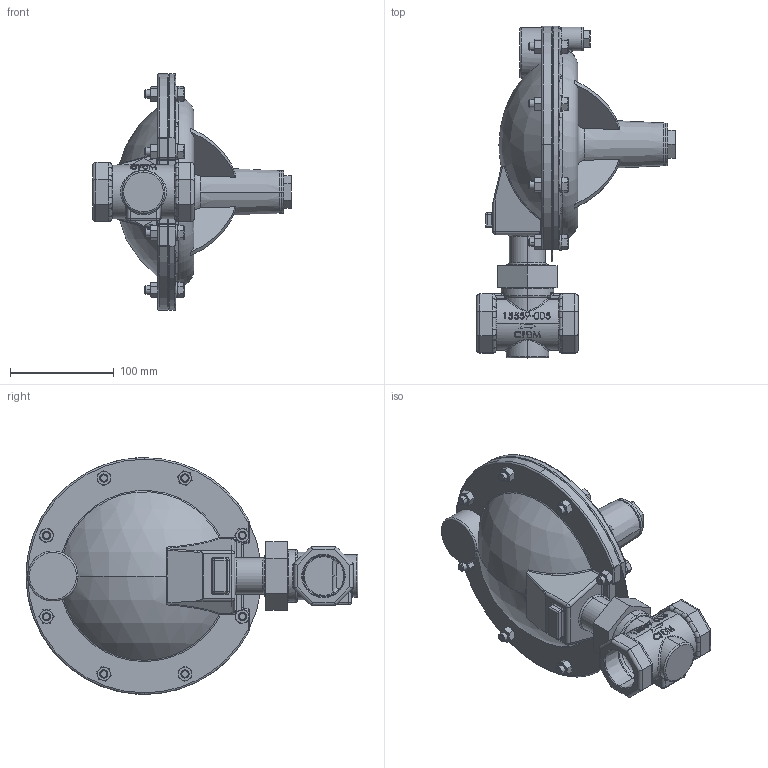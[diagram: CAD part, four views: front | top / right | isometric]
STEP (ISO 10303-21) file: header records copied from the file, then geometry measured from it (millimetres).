
FILE_DESCRIPTION (( 'STEP AP203' ), '1' );
FILE_NAME ('608IS-125-CS+S6-PT.STEP', '2017-09-07T16:00:51', ( '' ), ( '' ), 'SwSTEP 2.0', 'SolidWorks 2014', '' );
FILE_SCHEMA (( 'CONFIG_CONTROL_DESIGN' ));
Length unit declared in the file: inch
Products named in the file (1): 608IS-125-CS+S6-PT
Bounding box: 191.99 x 320.52 x 228.6 mm (x, y, z)
Volume: 2165040 mm3; surface area: 195086.7 mm2
Topology: 1 solids, 1 shells, 981 faces, 2407 edges, 1460 vertices
Faces by surface type: plane 343, cylinder 223, cone 179, bspline 140, torus 76, sphere 20
Entity records: 51184 total; most frequent: CARTESIAN_POINT 29738, ORIENTED_EDGE 4778, DIRECTION 3999, EDGE_CURVE 2389, AXIS2_PLACEMENT_3D 1610, VERTEX_POINT 1460, EDGE_LOOP 1047, FACE_OUTER_BOUND 982
